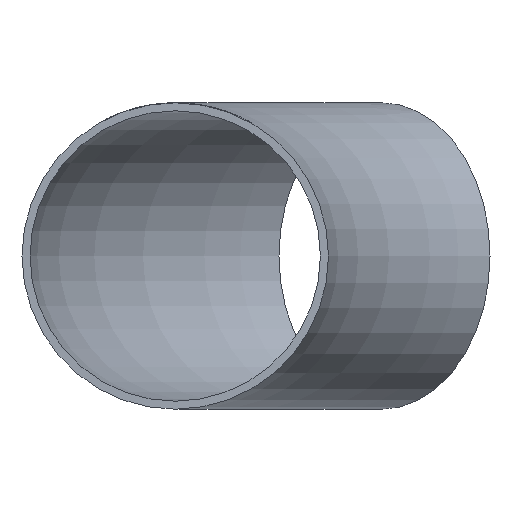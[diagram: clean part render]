
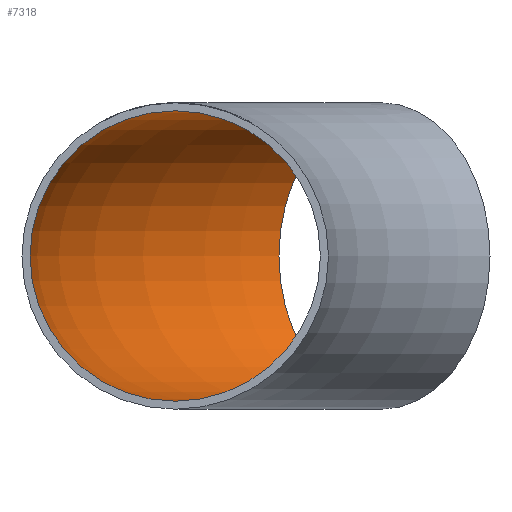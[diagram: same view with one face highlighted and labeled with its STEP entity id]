
A CAD part, front view. The second image highlights one B-rep face of the part: STEP entity #7318.
In plain terms, the highlighted toroidal (fillet/blend) face has major radius 175 mm and minor radius 36.05 mm.
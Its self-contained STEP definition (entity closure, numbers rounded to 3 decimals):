
#1354 = DIRECTION ( 'NONE',  ( 0., 1., 0. ) ) ;
#2446 = EDGE_LOOP ( 'NONE', ( #6365 ) ) ;
#2619 = ORIENTED_EDGE ( 'NONE', *, *, #19489, .T. ) ;
#3252 = VERTEX_POINT ( 'NONE', #6976 ) ;
#4131 = AXIS2_PLACEMENT_3D ( 'NONE', #16525, #1354, #20596 ) ;
#4896 = CARTESIAN_POINT ( 'NONE',  ( -175., 0., 36.05 ) ) ;
#5285 = CARTESIAN_POINT ( 'NONE',  ( 0., 0., 0. ) ) ;
#5809 = DIRECTION ( 'NONE',  ( 0., 0., -1. ) ) ;
#6290 = TOROIDAL_SURFACE ( 'NONE', #9263, 175., 36.05 ) ;
#6365 = ORIENTED_EDGE ( 'NONE', *, *, #11388, .F. ) ;
#6976 = CARTESIAN_POINT ( 'NONE',  ( -149.235, 149.235, 0. ) ) ;
#7318 = ADVANCED_FACE ( 'NONE', ( #16654, #16111 ), #6290, .F. ) ;
#8751 = CARTESIAN_POINT ( 'NONE',  ( -123.744, 123.744, 0. ) ) ;
#9263 = AXIS2_PLACEMENT_3D ( 'NONE', #5285, #5809, #20017 ) ;
#11388 = EDGE_CURVE ( 'NONE', #20842, #20842, #21958, .T. ) ;
#11632 = CIRCLE ( 'NONE', #12376, 36.05 ) ;
#12376 = AXIS2_PLACEMENT_3D ( 'NONE', #8751, #17613, #15856 ) ;
#15856 = DIRECTION ( 'NONE',  ( -0.707, 0.707, 0. ) ) ;
#16111 = FACE_OUTER_BOUND ( 'NONE', #2446, .T. ) ;
#16525 = CARTESIAN_POINT ( 'NONE',  ( -175., 0., 0. ) ) ;
#16654 = FACE_OUTER_BOUND ( 'NONE', #18205, .T. ) ;
#17613 = DIRECTION ( 'NONE',  ( 0.707, 0.707, 0. ) ) ;
#18205 = EDGE_LOOP ( 'NONE', ( #2619 ) ) ;
#19489 = EDGE_CURVE ( 'NONE', #3252, #3252, #11632, .T. ) ;
#20017 = DIRECTION ( 'NONE',  ( -1., 0., 0. ) ) ;
#20596 = DIRECTION ( 'NONE',  ( 0., 0., 1. ) ) ;
#20842 = VERTEX_POINT ( 'NONE', #4896 ) ;
#21958 = CIRCLE ( 'NONE', #4131, 36.05 ) ;
